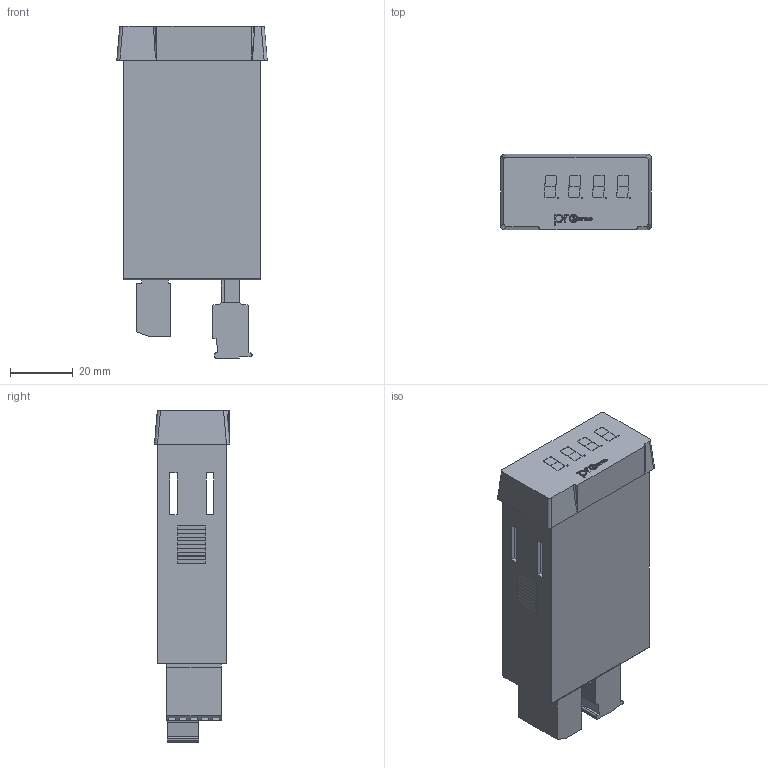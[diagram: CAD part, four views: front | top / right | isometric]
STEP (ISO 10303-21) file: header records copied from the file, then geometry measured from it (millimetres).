
FILE_DESCRIPTION (( 'STEP AP214' ), '1' );
FILE_NAME ('DPM1-A-L.STEP', '2019-03-06T13:43:43', ( '' ), ( '' ), 'SwSTEP 2.0', 'SolidWorks 2017', '' );
FILE_SCHEMA (( 'AUTOMOTIVE_DESIGN' ));
Length unit declared in the file: inch
Products named in the file (1): DPM1-A-L
Bounding box: 48 x 24 x 105.9 mm (x, y, z)
Volume: 30896.2 mm3; surface area: 27310.9 mm2
Topology: 3 solids, 3 shells, 852 faces, 2176 edges, 1445 vertices
Faces by surface type: plane 670, cylinder 94, bspline 84, cone 4
Entity records: 40107 total; most frequent: CARTESIAN_POINT 8689, ORIENTED_EDGE 4352, DIRECTION 3711, EDGE_CURVE 2176, VECTOR 1817, LINE 1817, VERTEX_POINT 1445, EDGE_LOOP 977
